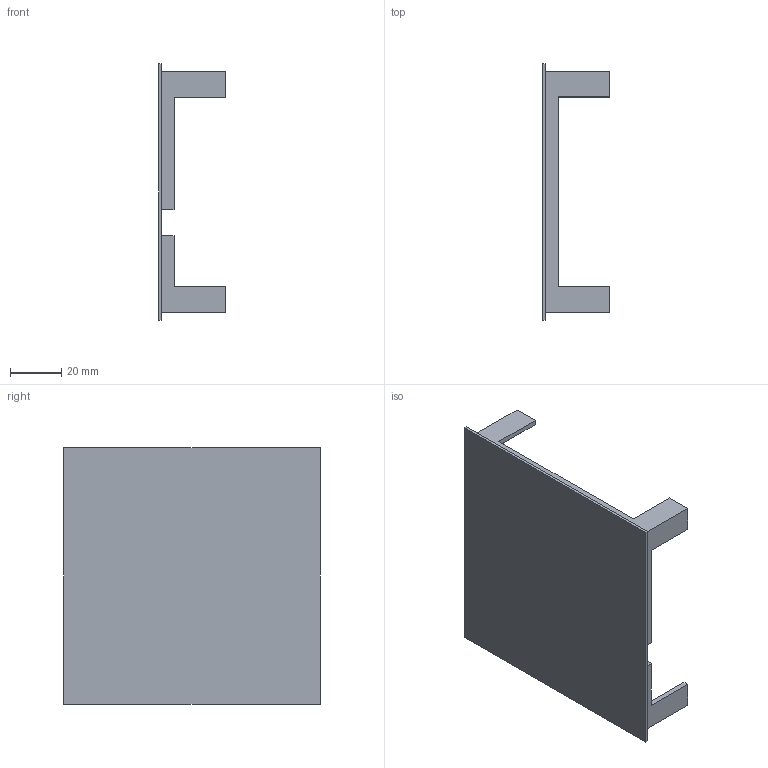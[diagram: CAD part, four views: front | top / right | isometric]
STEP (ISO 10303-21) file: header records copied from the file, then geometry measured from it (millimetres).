
FILE_DESCRIPTION(('FreeCAD Model'),'2;1');
FILE_NAME('tapa-posterior-base.step','2020-10-14T10:21:53',('Author'),(''), 'Open CASCADE STEP processor 7.3','FreeCAD','Unknown');
FILE_SCHEMA(('AUTOMOTIVE_DESIGN { 1 0 10303 214 1 1 1 1 }'));
Length unit declared in the file: millimetre
Products named in the file (1): tapa-posterior-base-e
Bounding box: 26 x 100 x 100 mm (x, y, z)
Volume: 44870.3 mm3; surface area: 26454.6 mm2
Topology: 1 solids, 1 shells, 52 faces, 140 edges, 92 vertices
Faces by surface type: plane 52
Entity records: 3425 total; most frequent: CARTESIAN_POINT 573, DIRECTION 518, LINE 412, VECTOR 412, ORIENTED_EDGE 280, PCURVE 280, DEFINITIONAL_REPRESENTATION 280, EDGE_CURVE 140
